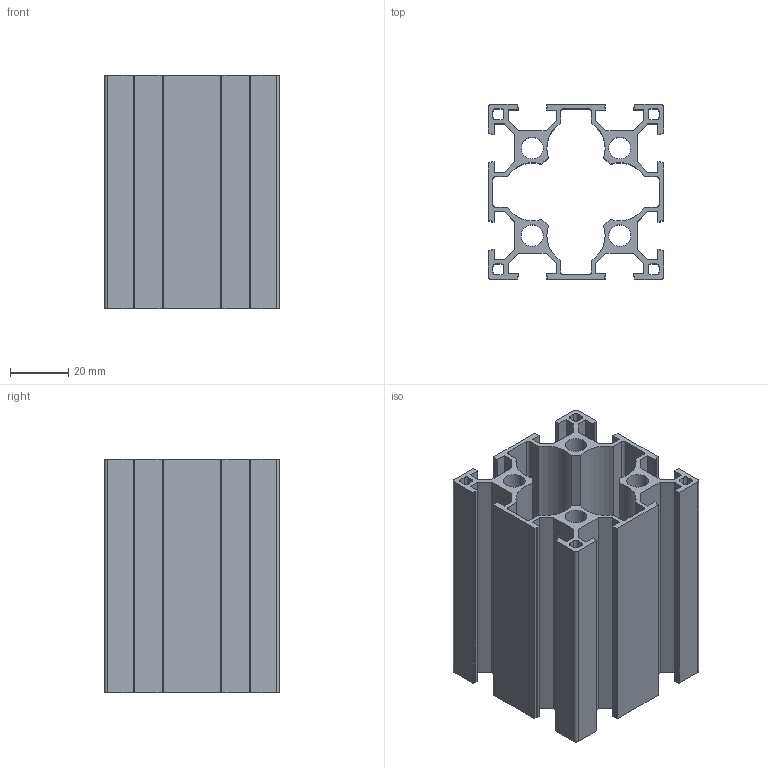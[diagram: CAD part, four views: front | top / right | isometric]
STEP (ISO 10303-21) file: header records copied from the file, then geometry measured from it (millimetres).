
FILE_DESCRIPTION(/* description */ (''),/* implementation_level */ '2;1');
FILE_NAME(/* name */ '60x60 aluminum.stp',/* time_stamp */ '2020-04-01T12:31:03+05:00',/* author */ ('Sunoj'),/* organization */ (''),/* preprocessor_version */ 'ST-DEVELOPER v18',/* originating_system */ 'Autodesk Inventor 2020',/* authorisation */ '');
FILE_SCHEMA (('AUTOMOTIVE_DESIGN { 1 0 10303 214 3 1 1 }'));
Length unit declared in the file: millimetre
Products named in the file (1): 60x60 aluminum
Bounding box: 60.02 x 60 x 80 mm (x, y, z)
Volume: 63346.4 mm3; surface area: 66169.9 mm2
Topology: 1 solids, 1 shells, 246 faces, 732 edges, 488 vertices
Faces by surface type: plane 146, cylinder 100
Full cylindrical faces by diameter (mm): 7.5 x4
Entity records: 8353 total; most frequent: CARTESIAN_POINT 1467, ORIENTED_EDGE 1464, DIRECTION 1426, EDGE_CURVE 732, LINE 532, VECTOR 532, VERTEX_POINT 488, AXIS2_PLACEMENT_3D 447
